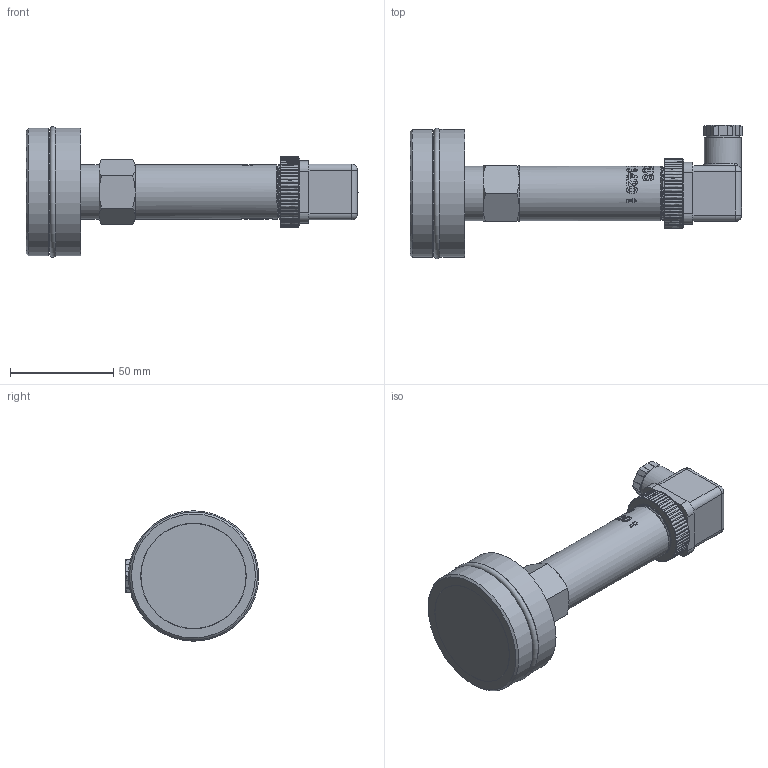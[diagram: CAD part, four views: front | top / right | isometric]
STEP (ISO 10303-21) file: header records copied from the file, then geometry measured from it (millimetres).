
FILE_DESCRIPTION(/* description */ (''),/* implementation_level */ '2;1');
FILE_NAME(/* name */ 'APZ3420t_G51_DIN43650A.step',/* time_stamp */ '2021-07-12T11:56:21+03:00',/* author */ (''),/* organization */ (''),/* preprocessor_version */ 'ST-DEVELOPER v18.1',/* originating_system */ 'Autodesk Translation Framework v10.9.0.1377',/* authorisation */ '');
FILE_SCHEMA (('AUTOMOTIVE_DESIGN { 1 0 10303 214 3 1 1 }'));
Products named in the file (5): АПЗ 3420 t -filled; OMAL nut M27x1.5 v8; DIN 43650A male Hirshmann round base v3; DIN 43650A female part 28 mm high v6; G51
Assembly tree (4 placements, depth 2):
  АПЗ 3420 t -filled
    OMAL nut M27x1.5 v8
    DIN 43650A male Hirshmann round base v3
    DIN 43650A female part 28 mm high v6
    G51
Bounding box: 160.82 x 64.62 x 63.2 mm (x, y, z)
Volume: 162171 mm3; surface area: 43054 mm2
Topology: 6 solids, 6 shells, 1482 faces, 4076 edges, 2709 vertices
Faces by surface type: plane 581, bspline 572, cylinder 270, cone 35, torus 18, sphere 6
Full cylindrical faces by diameter (mm): 1.6 x4, 1.65 x4, 2 x1, 2.2 x1, 2.537 x6, 2.579 x1, 2.938 x10, 3.1 x1, 3.2 x1, 4 x1, 5 x1, 6 x1, 6.779 x15, 7.8 x1, 8 x1, 8.17 x3, 10 x1, 16 x1, 18 x1, 21 x1, 21.4 x2, 22 x1, 22.5 x1, 24.4 x1, 25.132 x4, 25.526 x4, 26.5 x5, 27.208 x5, 47.7 x2, 50.9 x3
Entity records: 69508 total; most frequent: CARTESIAN_POINT 35845, ORIENTED_EDGE 8142, DIRECTION 4880, EDGE_CURVE 4071, VERTEX_POINT 2709, LINE 1916, VECTOR 1916, EDGE_LOOP 1612
